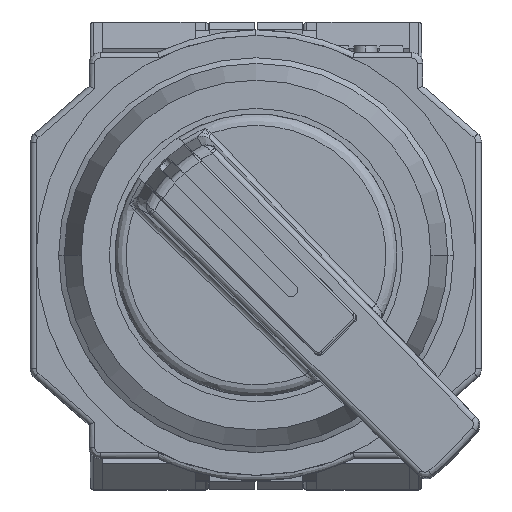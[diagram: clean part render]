
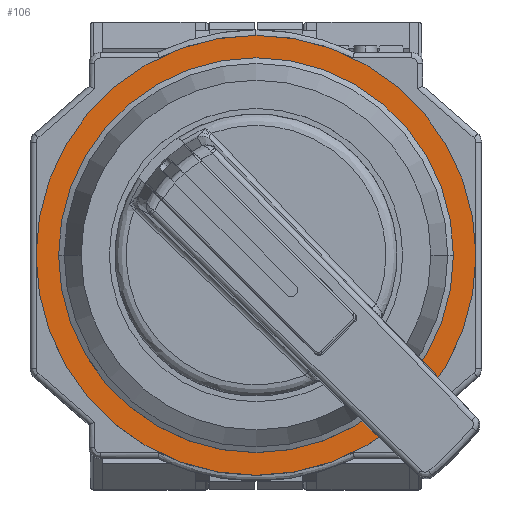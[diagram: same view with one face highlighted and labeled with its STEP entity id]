
A CAD part, top view. The second image highlights one B-rep face of the part: STEP entity #106.
In plain terms, the highlighted planar face has unit normal (0, 0, 1).
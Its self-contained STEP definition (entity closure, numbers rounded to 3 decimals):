
#106 = ADVANCED_FACE ( 'NONE', ( #6785, #11060 ), #11722, .T. ) ;
#294 = CIRCLE ( 'NONE', #11190, 14.75 ) ;
#439 = CARTESIAN_POINT ( 'NONE',  ( -14.75, 0., 1.5 ) ) ;
#704 = VERTEX_POINT ( 'NONE', #439 ) ;
#1419 = DIRECTION ( 'NONE',  ( 0., 0., 1. ) ) ;
#1809 = CARTESIAN_POINT ( 'NONE',  ( 0., 0., 1.5 ) ) ;
#2299 = CARTESIAN_POINT ( 'NONE',  ( 19.5, 0., 1.5 ) ) ;
#3376 = VERTEX_POINT ( 'NONE', #2299 ) ;
#3508 = CARTESIAN_POINT ( 'NONE',  ( 0., 0., 1.5 ) ) ;
#5467 = DIRECTION ( 'NONE',  ( 1., 0., 0. ) ) ;
#5519 = DIRECTION ( 'NONE',  ( -1., 0., 0. ) ) ;
#6621 = ORIENTED_EDGE ( 'NONE', *, *, #8707, .T. ) ;
#6785 = FACE_BOUND ( 'NONE', #18695, .T. ) ;
#7547 = DIRECTION ( 'NONE',  ( 0., 0., 1. ) ) ;
#7597 = DIRECTION ( 'NONE',  ( 0., 0., 1. ) ) ;
#7835 = VERTEX_POINT ( 'NONE', #18213 ) ;
#8194 = AXIS2_PLACEMENT_3D ( 'NONE', #16663, #20336, #18258 ) ;
#8614 = EDGE_CURVE ( 'NONE', #704, #16943, #294, .T. ) ;
#8707 = EDGE_CURVE ( 'NONE', #7835, #3376, #12877, .T. ) ;
#9126 = ORIENTED_EDGE ( 'NONE', *, *, #8614, .F. ) ;
#9623 = CARTESIAN_POINT ( 'NONE',  ( -19.734, -19.734, 1.5 ) ) ;
#9918 = EDGE_LOOP ( 'NONE', ( #6621, #13301 ) ) ;
#10655 = AXIS2_PLACEMENT_3D ( 'NONE', #3508, #1419, #19742 ) ;
#11060 = FACE_OUTER_BOUND ( 'NONE', #9918, .T. ) ;
#11190 = AXIS2_PLACEMENT_3D ( 'NONE', #16920, #14851, #12761 ) ;
#11722 = PLANE ( 'NONE',  #12119 ) ;
#12119 = AXIS2_PLACEMENT_3D ( 'NONE', #9623, #7547, #5467 ) ;
#12761 = DIRECTION ( 'NONE',  ( -1., 0., 0. ) ) ;
#12877 = CIRCLE ( 'NONE', #15396, 19.5 ) ;
#13301 = ORIENTED_EDGE ( 'NONE', *, *, #17127, .T. ) ;
#13374 = CIRCLE ( 'NONE', #8194, 19.5 ) ;
#13901 = ORIENTED_EDGE ( 'NONE', *, *, #13925, .F. ) ;
#13925 = EDGE_CURVE ( 'NONE', #16943, #704, #14714, .T. ) ;
#14350 = CARTESIAN_POINT ( 'NONE',  ( 14.75, 0., 1.5 ) ) ;
#14714 = CIRCLE ( 'NONE', #10655, 14.75 ) ;
#14851 = DIRECTION ( 'NONE',  ( 0., 0., 1. ) ) ;
#15396 = AXIS2_PLACEMENT_3D ( 'NONE', #1809, #7597, #5519 ) ;
#16663 = CARTESIAN_POINT ( 'NONE',  ( 0., 0., 1.5 ) ) ;
#16920 = CARTESIAN_POINT ( 'NONE',  ( 0., 0., 1.5 ) ) ;
#16943 = VERTEX_POINT ( 'NONE', #14350 ) ;
#17127 = EDGE_CURVE ( 'NONE', #3376, #7835, #13374, .T. ) ;
#18213 = CARTESIAN_POINT ( 'NONE',  ( -19.5, 0., 1.5 ) ) ;
#18258 = DIRECTION ( 'NONE',  ( -1., 0., 0. ) ) ;
#18695 = EDGE_LOOP ( 'NONE', ( #9126, #13901 ) ) ;
#19742 = DIRECTION ( 'NONE',  ( -1., 0., 0. ) ) ;
#20336 = DIRECTION ( 'NONE',  ( 0., 0., 1. ) ) ;
